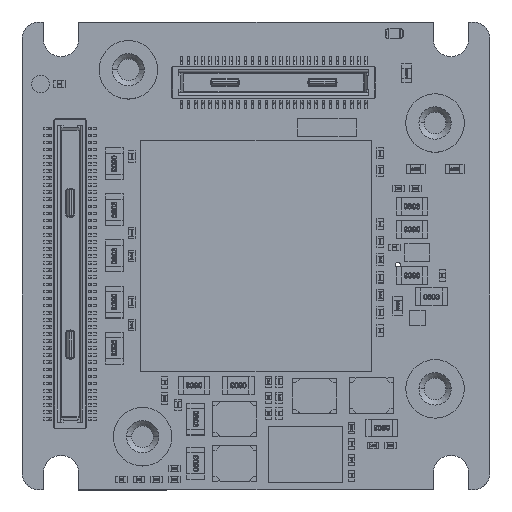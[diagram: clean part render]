
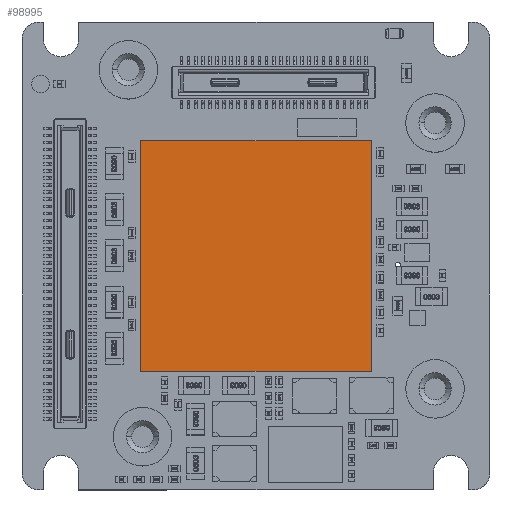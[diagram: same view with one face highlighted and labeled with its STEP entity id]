
A CAD part, top view. The second image highlights one B-rep face of the part: STEP entity #98995.
In plain terms, the highlighted planar face has unit normal (0, 0, 1).
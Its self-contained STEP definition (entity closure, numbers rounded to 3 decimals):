
#10985 = VERTEX_POINT ( 'NONE', #518684 ) ;
#22078 = EDGE_CURVE ( 'NONE', #98132, #63704, #166388, .T. ) ;
#36604 = DIRECTION ( 'NONE',  ( -1., 0., 0. ) ) ;
#40728 = EDGE_LOOP ( 'NONE', ( #93133, #432286, #85464, #229195 ) ) ;
#63704 = VERTEX_POINT ( 'NONE', #323668 ) ;
#83148 = DIRECTION ( 'NONE',  ( 0., -1., 0. ) ) ;
#85464 = ORIENTED_EDGE ( 'NONE', *, *, #22078, .F. ) ;
#93133 = ORIENTED_EDGE ( 'NONE', *, *, #286725, .F. ) ;
#98132 = VERTEX_POINT ( 'NONE', #500154 ) ;
#98995 = ADVANCED_FACE ( 'NONE', ( #439494 ), #196822, .F. ) ;
#114942 = VECTOR ( 'NONE', #258334, 1000. ) ;
#114970 = DIRECTION ( 'NONE',  ( 0., 0., -1. ) ) ;
#127858 = CARTESIAN_POINT ( 'NONE',  ( -6.5, -6.5, 6.172 ) ) ;
#131981 = CARTESIAN_POINT ( 'NONE',  ( -6.5, 6.5, 6.172 ) ) ;
#136906 = CARTESIAN_POINT ( 'NONE',  ( 6.5, 6.5, 6.172 ) ) ;
#150574 = EDGE_CURVE ( 'NONE', #422224, #98132, #283738, .T. ) ;
#166388 = LINE ( 'NONE', #131981, #242906 ) ;
#196822 = PLANE ( 'NONE',  #283878 ) ;
#228781 = VECTOR ( 'NONE', #36604, 1000. ) ;
#229195 = ORIENTED_EDGE ( 'NONE', *, *, #150574, .F. ) ;
#242906 = VECTOR ( 'NONE', #453926, 1000. ) ;
#258334 = DIRECTION ( 'NONE',  ( 0., -1., 0. ) ) ;
#267331 = EDGE_CURVE ( 'NONE', #63704, #10985, #426998, .T. ) ;
#276872 = LINE ( 'NONE', #440334, #228781 ) ;
#283738 = LINE ( 'NONE', #127858, #334570 ) ;
#283878 = AXIS2_PLACEMENT_3D ( 'NONE', #479109, #114970, #83148 ) ;
#286725 = EDGE_CURVE ( 'NONE', #10985, #422224, #276872, .T. ) ;
#323668 = CARTESIAN_POINT ( 'NONE',  ( 6.5, 6.5, 6.172 ) ) ;
#334570 = VECTOR ( 'NONE', #363023, 1000. ) ;
#363023 = DIRECTION ( 'NONE',  ( 0., 1., 0. ) ) ;
#364410 = CARTESIAN_POINT ( 'NONE',  ( -6.5, -6.5, 6.172 ) ) ;
#422224 = VERTEX_POINT ( 'NONE', #364410 ) ;
#426998 = LINE ( 'NONE', #136906, #114942 ) ;
#432286 = ORIENTED_EDGE ( 'NONE', *, *, #267331, .F. ) ;
#439494 = FACE_OUTER_BOUND ( 'NONE', #40728, .T. ) ;
#440334 = CARTESIAN_POINT ( 'NONE',  ( 6.5, -6.5, 6.172 ) ) ;
#453926 = DIRECTION ( 'NONE',  ( 1., 0., 0. ) ) ;
#479109 = CARTESIAN_POINT ( 'NONE',  ( 0., 0., 6.172 ) ) ;
#500154 = CARTESIAN_POINT ( 'NONE',  ( -6.5, 6.5, 6.172 ) ) ;
#518684 = CARTESIAN_POINT ( 'NONE',  ( 6.5, -6.5, 6.172 ) ) ;
